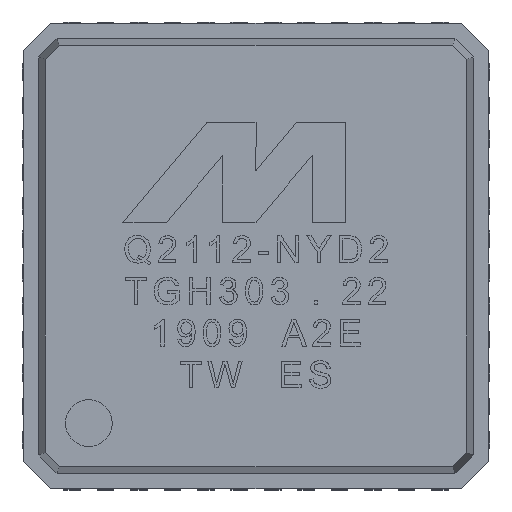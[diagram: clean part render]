
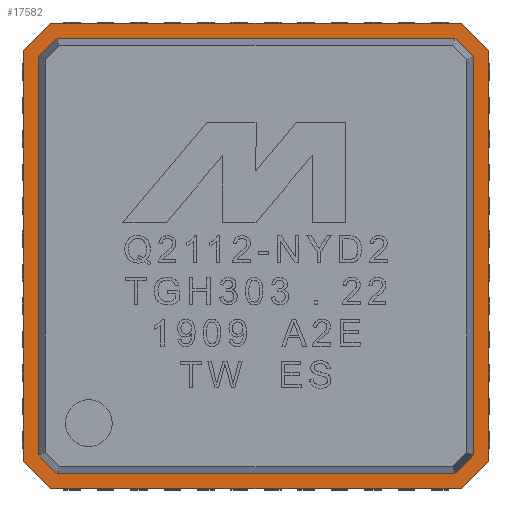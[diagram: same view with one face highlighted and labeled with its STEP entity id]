
A CAD part, top view. The second image highlights one B-rep face of the part: STEP entity #17582.
In plain terms, the highlighted planar face has unit normal (0, 0, 1).
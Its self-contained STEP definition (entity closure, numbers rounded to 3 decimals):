
#85=FACE_BOUND('',#2315,.T.);
#456=PLANE('',#18128);
#1365=FACE_OUTER_BOUND('',#2314,.T.);
#2314=EDGE_LOOP('',(#15498,#15499,#15500,#15501,#15502,#15503,#15504,#15505));
#2315=EDGE_LOOP('',(#15506,#15507,#15508,#15509,#15510,#15511,#15512,#15513));
#3930=LINE('',#32155,#5771);
#3958=LINE('',#32199,#5799);
#3961=LINE('',#32205,#5802);
#3988=LINE('',#32247,#5829);
#3991=LINE('',#32254,#5832);
#4019=LINE('',#32297,#5860);
#4021=LINE('',#32301,#5862);
#4048=LINE('',#32342,#5889);
#4050=LINE('',#32347,#5891);
#4051=LINE('',#32349,#5892);
#4052=LINE('',#32351,#5893);
#4053=LINE('',#32353,#5894);
#4054=LINE('',#32355,#5895);
#4055=LINE('',#32357,#5896);
#4056=LINE('',#32359,#5897);
#4057=LINE('',#32360,#5898);
#5771=VECTOR('',#20471,10.);
#5799=VECTOR('',#20501,10.);
#5802=VECTOR('',#20506,10.);
#5829=VECTOR('',#20535,10.);
#5832=VECTOR('',#20540,10.);
#5860=VECTOR('',#20570,10.);
#5862=VECTOR('',#20574,10.);
#5889=VECTOR('',#20603,10.);
#5891=VECTOR('',#20607,10.);
#5892=VECTOR('',#20608,10.);
#5893=VECTOR('',#20609,10.);
#5894=VECTOR('',#20610,10.);
#5895=VECTOR('',#20611,10.);
#5896=VECTOR('',#20612,10.);
#5897=VECTOR('',#20613,10.);
#5898=VECTOR('',#20614,10.);
#8475=VERTEX_POINT('',#32153);
#8476=VERTEX_POINT('',#32154);
#8491=VERTEX_POINT('',#32198);
#8493=VERTEX_POINT('',#32204);
#8507=VERTEX_POINT('',#32246);
#8509=VERTEX_POINT('',#32252);
#8510=VERTEX_POINT('',#32253);
#8525=VERTEX_POINT('',#32300);
#8539=VERTEX_POINT('',#32345);
#8540=VERTEX_POINT('',#32346);
#8541=VERTEX_POINT('',#32348);
#8542=VERTEX_POINT('',#32350);
#8543=VERTEX_POINT('',#32352);
#8544=VERTEX_POINT('',#32354);
#8545=VERTEX_POINT('',#32356);
#8546=VERTEX_POINT('',#32358);
#10863=EDGE_CURVE('',#8475,#8476,#3930,.T.);
#10891=EDGE_CURVE('',#8476,#8491,#3958,.T.);
#10894=EDGE_CURVE('',#8491,#8493,#3961,.T.);
#10921=EDGE_CURVE('',#8493,#8507,#3988,.T.);
#10924=EDGE_CURVE('',#8509,#8510,#3991,.T.);
#10952=EDGE_CURVE('',#8510,#8475,#4019,.T.);
#10954=EDGE_CURVE('',#8507,#8525,#4021,.T.);
#10981=EDGE_CURVE('',#8525,#8509,#4048,.T.);
#10983=EDGE_CURVE('',#8539,#8540,#4050,.T.);
#10984=EDGE_CURVE('',#8540,#8541,#4051,.T.);
#10985=EDGE_CURVE('',#8541,#8542,#4052,.T.);
#10986=EDGE_CURVE('',#8542,#8543,#4053,.T.);
#10987=EDGE_CURVE('',#8543,#8544,#4054,.T.);
#10988=EDGE_CURVE('',#8544,#8545,#4055,.T.);
#10989=EDGE_CURVE('',#8545,#8546,#4056,.T.);
#10990=EDGE_CURVE('',#8546,#8539,#4057,.T.);
#15498=ORIENTED_EDGE('',*,*,#10894,.T.);
#15499=ORIENTED_EDGE('',*,*,#10921,.T.);
#15500=ORIENTED_EDGE('',*,*,#10954,.T.);
#15501=ORIENTED_EDGE('',*,*,#10981,.T.);
#15502=ORIENTED_EDGE('',*,*,#10924,.T.);
#15503=ORIENTED_EDGE('',*,*,#10952,.T.);
#15504=ORIENTED_EDGE('',*,*,#10863,.T.);
#15505=ORIENTED_EDGE('',*,*,#10891,.T.);
#15506=ORIENTED_EDGE('',*,*,#10983,.T.);
#15507=ORIENTED_EDGE('',*,*,#10984,.T.);
#15508=ORIENTED_EDGE('',*,*,#10985,.T.);
#15509=ORIENTED_EDGE('',*,*,#10986,.T.);
#15510=ORIENTED_EDGE('',*,*,#10987,.T.);
#15511=ORIENTED_EDGE('',*,*,#10988,.T.);
#15512=ORIENTED_EDGE('',*,*,#10989,.T.);
#15513=ORIENTED_EDGE('',*,*,#10990,.T.);
#17582=ADVANCED_FACE('',(#1365,#85),#456,.T.);
#18128=AXIS2_PLACEMENT_3D('',#32344,#20605,#20606);
#20471=DIRECTION('',(-1.,0.,0.));
#20501=DIRECTION('',(-0.707,-0.707,0.));
#20506=DIRECTION('',(0.,-1.,0.));
#20535=DIRECTION('',(0.707,-0.707,0.));
#20540=DIRECTION('',(0.,1.,0.));
#20570=DIRECTION('',(-0.707,0.707,0.));
#20574=DIRECTION('',(1.,0.,0.));
#20603=DIRECTION('',(0.707,0.707,0.));
#20605=DIRECTION('center_axis',(0.,0.,1.));
#20606=DIRECTION('ref_axis',(1.,0.,0.));
#20607=DIRECTION('',(0.707,0.707,0.));
#20608=DIRECTION('',(1.,0.,0.));
#20609=DIRECTION('',(0.707,-0.707,0.));
#20610=DIRECTION('',(0.,-1.,0.));
#20611=DIRECTION('',(-0.707,-0.707,0.));
#20612=DIRECTION('',(-1.,0.,0.));
#20613=DIRECTION('',(-0.707,0.707,0.));
#20614=DIRECTION('',(0.,1.,0.));
#32153=CARTESIAN_POINT('',(3.072,3.48,0.203));
#32154=CARTESIAN_POINT('',(-3.072,3.48,0.203));
#32155=CARTESIAN_POINT('',(1.438,3.48,0.203));
#32198=CARTESIAN_POINT('',(-3.48,3.072,0.203));
#32199=CARTESIAN_POINT('',(-3.378,3.174,0.203));
#32204=CARTESIAN_POINT('',(-3.48,-3.072,0.203));
#32205=CARTESIAN_POINT('',(-3.48,1.438,0.203));
#32246=CARTESIAN_POINT('',(-3.072,-3.48,0.203));
#32247=CARTESIAN_POINT('',(-3.174,-3.378,0.203));
#32252=CARTESIAN_POINT('',(3.48,-3.072,0.203));
#32253=CARTESIAN_POINT('',(3.48,3.072,0.203));
#32254=CARTESIAN_POINT('',(3.48,-1.438,0.203));
#32297=CARTESIAN_POINT('',(3.174,3.378,0.203));
#32300=CARTESIAN_POINT('',(3.072,-3.48,0.203));
#32301=CARTESIAN_POINT('',(-1.438,-3.48,0.203));
#32342=CARTESIAN_POINT('',(3.378,-3.174,0.203));
#32344=CARTESIAN_POINT('Origin',(0.,0.,
0.203));
#32345=CARTESIAN_POINT('',(-3.25,2.976,0.203));
#32346=CARTESIAN_POINT('',(-2.976,3.25,0.203));
#32347=CARTESIAN_POINT('',(-3.045,3.182,0.203));
#32348=CARTESIAN_POINT('',(2.976,3.25,0.203));
#32349=CARTESIAN_POINT('',(1.488,3.25,0.203));
#32350=CARTESIAN_POINT('',(3.25,2.976,0.203));
#32351=CARTESIAN_POINT('',(3.182,3.045,0.203));
#32352=CARTESIAN_POINT('',(3.25,-2.976,0.203));
#32353=CARTESIAN_POINT('',(3.25,-1.488,0.203));
#32354=CARTESIAN_POINT('',(2.976,-3.25,0.203));
#32355=CARTESIAN_POINT('',(3.045,-3.182,0.203));
#32356=CARTESIAN_POINT('',(-2.976,-3.25,0.203));
#32357=CARTESIAN_POINT('',(-1.488,-3.25,0.203));
#32358=CARTESIAN_POINT('',(-3.25,-2.976,0.203));
#32359=CARTESIAN_POINT('',(-3.182,-3.045,0.203));
#32360=CARTESIAN_POINT('',(-3.25,1.488,0.203));
